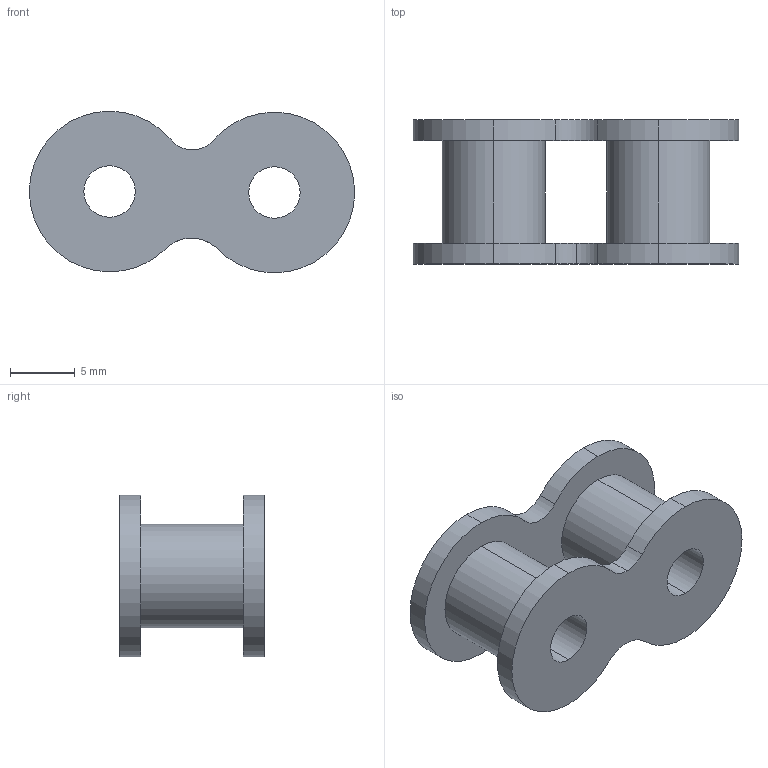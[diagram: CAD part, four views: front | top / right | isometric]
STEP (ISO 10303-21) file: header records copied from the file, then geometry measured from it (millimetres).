
FILE_DESCRIPTION (( 'STEP AP203' ), '1' );
FILE_NAME ('Chain 1.STEP', '2022-02-24T13:06:07', ( '' ), ( '' ), 'SwSTEP 2.0', 'SolidWorks 2018', '' );
FILE_SCHEMA (( 'CONFIG_CONTROL_DESIGN' ));
Length unit declared in the file: inch
Products named in the file (1): Chain 1
Bounding box: 25.07 x 11.1 x 12.45 mm (x, y, z)
Volume: 1294.7 mm3; surface area: 1629.5 mm2
Topology: 1 solids, 1 shells, 30 faces, 78 edges, 52 vertices
Faces by surface type: cylinder 26, plane 4
Entity records: 1045 total; most frequent: DIRECTION 192, CARTESIAN_POINT 161, ORIENTED_EDGE 156, AXIS2_PLACEMENT_3D 83, EDGE_CURVE 78, VERTEX_POINT 52, CIRCLE 52, EDGE_LOOP 38
